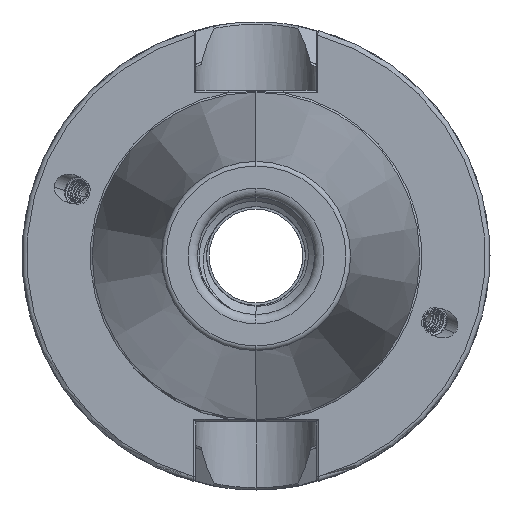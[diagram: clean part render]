
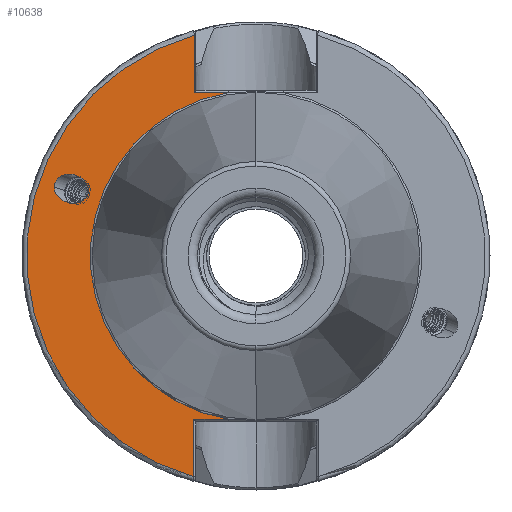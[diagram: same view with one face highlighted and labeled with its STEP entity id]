
A CAD part, left-side view. The second image highlights one B-rep face of the part: STEP entity #10638.
In plain terms, the highlighted planar face has unit normal (-1, 0, 0).
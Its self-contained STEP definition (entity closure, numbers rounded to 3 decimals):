
#35 = FACE_OUTER_BOUND ( 'NONE', #11501, .T. ) ;
#56 = FACE_BOUND ( 'NONE', #11492, .T. ) ;
#249 = VECTOR ( 'NONE', #4687, 1000. ) ;
#250 = VECTOR ( 'NONE', #4661, 1000. ) ;
#277 = CIRCLE ( 'NONE', #15986, 35.398 ) ;
#284 = LINE ( 'NONE', #4620, #249 ) ;
#286 = LINE ( 'NONE', #4677, #250 ) ;
#294 = CIRCLE ( 'NONE', #15984, 49. ) ;
#326 = VECTOR ( 'NONE', #4967, 1000. ) ;
#346 = LINE ( 'NONE', #4837, #352 ) ;
#352 = VECTOR ( 'NONE', #4836, 1000. ) ;
#430 = LINE ( 'NONE', #4960, #326 ) ;
#2315 = VERTEX_POINT ( 'NONE', #12035 ) ;
#2502 = VERTEX_POINT ( 'NONE', #12231 ) ;
#2510 = VERTEX_POINT ( 'NONE', #12199 ) ;
#2511 = VERTEX_POINT ( 'NONE', #12233 ) ;
#2541 = VERTEX_POINT ( 'NONE', #12214 ) ;
#2546 = VERTEX_POINT ( 'NONE', #12202 ) ;
#2547 = VERTEX_POINT ( 'NONE', #12203 ) ;
#2578 = ORIENTED_EDGE ( 'NONE', *, *, #15366, .T. ) ;
#2596 = ORIENTED_EDGE ( 'NONE', *, *, #15324, .F. ) ;
#2599 = ORIENTED_EDGE ( 'NONE', *, *, #15323, .T. ) ;
#2601 = ORIENTED_EDGE ( 'NONE', *, *, #16157, .F. ) ;
#2604 = ORIENTED_EDGE ( 'NONE', *, *, #15349, .T. ) ;
#2617 = ORIENTED_EDGE ( 'NONE', *, *, #16135, .F. ) ;
#2618 = ORIENTED_EDGE ( 'NONE', *, *, #15283, .T. ) ;
#2631 = ORIENTED_EDGE ( 'NONE', *, *, #15322, .T. ) ;
#2673 = ORIENTED_EDGE ( 'NONE', *, *, #15370, .F. ) ;
#2893 = VERTEX_POINT ( 'NONE', #12256 ) ;
#2903 = VERTEX_POINT ( 'NONE', #12318 ) ;
#4429 = DIRECTION ( 'NONE',  ( 1., 0., 0. ) ) ;
#4432 = CARTESIAN_POINT ( 'NONE',  ( 0., 0., 0. ) ) ;
#4450 = DIRECTION ( 'NONE',  ( 0., 0., -1. ) ) ;
#4620 = CARTESIAN_POINT ( 'NONE',  ( 0., 13.194, 0. ) ) ;
#4661 = DIRECTION ( 'NONE',  ( 0., 1., 0. ) ) ;
#4665 = DIRECTION ( 'NONE',  ( 1., 0., 0. ) ) ;
#4677 = CARTESIAN_POINT ( 'NONE',  ( 0., 35.398, 34.9 ) ) ;
#4687 = DIRECTION ( 'NONE',  ( 0., 0., 1. ) ) ;
#4689 = CARTESIAN_POINT ( 'NONE',  ( 0., 0., 0. ) ) ;
#4694 = DIRECTION ( 'NONE',  ( 0., 0., -1. ) ) ;
#4836 = DIRECTION ( 'NONE',  ( 0., 0., 1. ) ) ;
#4837 = CARTESIAN_POINT ( 'NONE',  ( 0., 13.279, -35.4 ) ) ;
#4959 = CARTESIAN_POINT ( 'NONE',  ( 0., 43.118, 14.766 ) ) ;
#4960 = CARTESIAN_POINT ( 'NONE',  ( 0., -12.85, -34.9 ) ) ;
#4967 = DIRECTION ( 'NONE',  ( 0., -1., 0. ) ) ;
#4968 = CARTESIAN_POINT ( 'NONE',  ( 0., 43.118, 9.99 ) ) ;
#4980 = CARTESIAN_POINT ( 'NONE',  ( 0., 35.968, 13.091 ) ) ;
#4990 = CARTESIAN_POINT ( 'NONE',  ( 0., 37.57, 8.69 ) ) ;
#6591 = CARTESIAN_POINT ( 'NONE',  ( 0., 35.816, 13.963 ) ) ;
#6596 = CARTESIAN_POINT ( 'NONE',  ( 0., 43.118, 14.766 ) ) ;
#6605 = CARTESIAN_POINT ( 'NONE',  ( 0., 43.118, 20.987 ) ) ;
#6613 = CARTESIAN_POINT ( 'NONE',  ( 0., 35.816, 20.184 ) ) ;
#6685 = CARTESIAN_POINT ( 'NONE',  ( 0., 35.867, 13.369 ) ) ;
#6694 = CARTESIAN_POINT ( 'NONE',  ( 0., 35.968, 13.091 ) ) ;
#6695 = CARTESIAN_POINT ( 'NONE',  ( 0., 35.816, 13.662 ) ) ;
#6696 = CARTESIAN_POINT ( 'NONE',  ( 0., 35.816, 13.963 ) ) ;
#9454 =( BOUNDED_CURVE ( )  B_SPLINE_CURVE ( 3, ( #6591, #6613, #6605, #6596 ),
 .UNSPECIFIED., .F., .T. ) 
 B_SPLINE_CURVE_WITH_KNOTS ( ( 4, 4 ),
 ( 0.29, 3.431 ),
 .UNSPECIFIED. ) 
 CURVE ( )  GEOMETRIC_REPRESENTATION_ITEM ( )  RATIONAL_B_SPLINE_CURVE ( ( 1., 0.333, 0.333, 1. ) ) 
 REPRESENTATION_ITEM ( '' )  );
#9494 =( BOUNDED_CURVE ( )  B_SPLINE_CURVE ( 3, ( #6694, #6685, #6695, #6696 ),
 .UNSPECIFIED., .F., .F. ) 
 B_SPLINE_CURVE_WITH_KNOTS ( ( 4, 4 ),
 ( 0., 0.29 ),
 .UNSPECIFIED. ) 
 CURVE ( )  GEOMETRIC_REPRESENTATION_ITEM ( )  RATIONAL_B_SPLINE_CURVE ( ( 1., 0.993, 0.993, 1. ) ) 
 REPRESENTATION_ITEM ( '' )  );
#10394 =( BOUNDED_CURVE ( )  B_SPLINE_CURVE ( 3, ( #4959, #4968, #4990, #4980 ),
 .UNSPECIFIED., .F., .T. ) 
 B_SPLINE_CURVE_WITH_KNOTS ( ( 4, 4 ),
 ( 3.431, 6.283 ),
 .UNSPECIFIED. ) 
 CURVE ( )  GEOMETRIC_REPRESENTATION_ITEM ( )  RATIONAL_B_SPLINE_CURVE ( ( 1., 0.43, 0.43, 1. ) ) 
 REPRESENTATION_ITEM ( '' )  );
#10638 = ADVANCED_FACE ( 'NONE', ( #56, #35 ), #13457, .T. ) ;
#11492 = EDGE_LOOP ( 'NONE', ( #2601, #2673, #2617 ) ) ;
#11501 = EDGE_LOOP ( 'NONE', ( #2596, #2604, #2578, #2618, #2599, #2631 ) ) ;
#12035 = CARTESIAN_POINT ( 'NONE',  ( 0., 35.816, 13.963 ) ) ;
#12199 = CARTESIAN_POINT ( 'NONE',  ( 0., 13.279, -34.9 ) ) ;
#12202 = CARTESIAN_POINT ( 'NONE',  ( 0., 13.279, -47.166 ) ) ;
#12203 = CARTESIAN_POINT ( 'NONE',  ( 0., 5.916, 34.9 ) ) ;
#12214 = CARTESIAN_POINT ( 'NONE',  ( 0., 13.194, 47.19 ) ) ;
#12231 = CARTESIAN_POINT ( 'NONE',  ( 0., 5.916, -34.9 ) ) ;
#12233 = CARTESIAN_POINT ( 'NONE',  ( 0., 13.194, 34.9 ) ) ;
#12256 = CARTESIAN_POINT ( 'NONE',  ( 0., 35.968, 13.091 ) ) ;
#12318 = CARTESIAN_POINT ( 'NONE',  ( 0., 43.118, 14.766 ) ) ;
#13435 = CARTESIAN_POINT ( 'NONE',  ( 0., 35.398, 0. ) ) ;
#13442 = DIRECTION ( 'NONE',  ( 0., 0., 1. ) ) ;
#13450 = DIRECTION ( 'NONE',  ( -1., 0., 0. ) ) ;
#13457 = PLANE ( 'NONE',  #15842 ) ;
#15283 = EDGE_CURVE ( 'NONE', #2502, #2547, #277, .T. ) ;
#15322 = EDGE_CURVE ( 'NONE', #2511, #2541, #284, .T. ) ;
#15323 = EDGE_CURVE ( 'NONE', #2547, #2511, #286, .T. ) ;
#15324 = EDGE_CURVE ( 'NONE', #2546, #2541, #294, .T. ) ;
#15349 = EDGE_CURVE ( 'NONE', #2546, #2510, #346, .T. ) ;
#15366 = EDGE_CURVE ( 'NONE', #2510, #2502, #430, .T. ) ;
#15370 = EDGE_CURVE ( 'NONE', #2903, #2893, #10394, .T. ) ;
#15842 = AXIS2_PLACEMENT_3D ( 'NONE', #13435, #13450, #13442 ) ;
#15984 = AXIS2_PLACEMENT_3D ( 'NONE', #4689, #4665, #4694 ) ;
#15986 = AXIS2_PLACEMENT_3D ( 'NONE', #4432, #4429, #4450 ) ;
#16135 = EDGE_CURVE ( 'NONE', #2315, #2903, #9454, .T. ) ;
#16157 = EDGE_CURVE ( 'NONE', #2893, #2315, #9494, .T. ) ;
